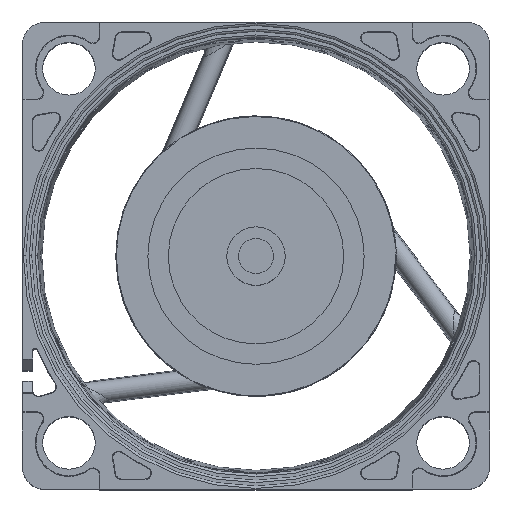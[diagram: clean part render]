
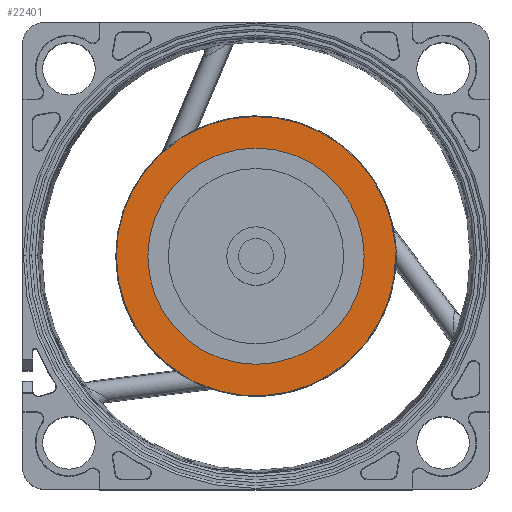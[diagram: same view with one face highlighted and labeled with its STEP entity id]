
A CAD part, top view. The second image highlights one B-rep face of the part: STEP entity #22401.
In plain terms, the highlighted planar face has unit normal (0, 0, 1).
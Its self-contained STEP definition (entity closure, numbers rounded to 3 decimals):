
#337 = CARTESIAN_POINT ( 'NONE',  ( 11.959, 0.652, 2. ) ) ;
#493 = CARTESIAN_POINT ( 'NONE',  ( 0., 0., 2. ) ) ;
#630 = DIRECTION ( 'NONE',  ( 0., 0., 1. ) ) ;
#647 = CARTESIAN_POINT ( 'NONE',  ( -9.25, 0., 2. ) ) ;
#682 = CARTESIAN_POINT ( 'NONE',  ( 11.983, 0.392, 2. ) ) ;
#971 = CARTESIAN_POINT ( 'NONE',  ( -5.925, -10.378, 2. ) ) ;
#1381 = VERTEX_POINT ( 'NONE', #23011 ) ;
#1463 = AXIS2_PLACEMENT_3D ( 'NONE', #23222, #12696, #4208 ) ;
#1532 = AXIS2_PLACEMENT_3D ( 'NONE', #493, #630, #9668 ) ;
#2702 = FACE_BOUND ( 'NONE', #17344, .T. ) ;
#2983 = CARTESIAN_POINT ( 'NONE',  ( -6.825, 9.81, 2. ) ) ;
#3422 = EDGE_CURVE ( 'NONE', #16850, #6435, #21288, .T. ) ;
#3467 = EDGE_CURVE ( 'NONE', #22037, #17523, #8066, .T. ) ;
#3674 = B_SPLINE_CURVE_WITH_KNOTS ( 'NONE', 3,
 ( #27169, #18075, #26742, #10541, #7725, #4046 ),
 .UNSPECIFIED., .F., .F.,
 ( 4, 2, 4 ),
 ( 0., 0., 0.001 ),
 .UNSPECIFIED. ) ;
#3790 = AXIS2_PLACEMENT_3D ( 'NONE', #17729, #24005, #17596 ) ;
#3811 = ORIENTED_EDGE ( 'NONE', *, *, #25556, .F. ) ;
#4046 = CARTESIAN_POINT ( 'NONE',  ( -6.407, 10.146, 2. ) ) ;
#4208 = DIRECTION ( 'NONE',  ( -1., 0., 0. ) ) ;
#4591 = CARTESIAN_POINT ( 'NONE',  ( -5.583, -10.622, 2. ) ) ;
#4656 = CARTESIAN_POINT ( 'NONE',  ( -5.652, -10.573, 2. ) ) ;
#4759 = CIRCLE ( 'NONE', #11538, 11.95 ) ;
#5342 = ORIENTED_EDGE ( 'NONE', *, *, #24458, .T. ) ;
#5474 = CARTESIAN_POINT ( 'NONE',  ( 11.95, -0.027, 2. ) ) ;
#6046 = CIRCLE ( 'NONE', #3790, 9.25 ) ;
#6435 = VERTEX_POINT ( 'NONE', #12657 ) ;
#6615 = ORIENTED_EDGE ( 'NONE', *, *, #19540, .T. ) ;
#6859 = CARTESIAN_POINT ( 'NONE',  ( 11.923, 0.827, 2. ) ) ;
#7331 = CARTESIAN_POINT ( 'NONE',  ( 11.973, 0.308, 2. ) ) ;
#7623 = B_SPLINE_CURVE_WITH_KNOTS ( 'NONE', 3,
 ( #15496, #337, #6859, #8828 ),
 .UNSPECIFIED., .F., .F.,
 ( 4, 4 ),
 ( 0., 0.001 ),
 .UNSPECIFIED. ) ;
#7725 = CARTESIAN_POINT ( 'NONE',  ( -6.331, 10.181, 2. ) ) ;
#8066 = B_SPLINE_CURVE_WITH_KNOTS ( 'NONE', 3,
 ( #11720, #971, #26209, #24093, #4656, #13291 ),
 .UNSPECIFIED., .F., .F.,
 ( 4, 2, 4 ),
 ( 0., 0., 0.001 ),
 .UNSPECIFIED. ) ;
#8728 = DIRECTION ( 'NONE',  ( 0., 0., 1. ) ) ;
#8828 = CARTESIAN_POINT ( 'NONE',  ( 11.908, 1.006, 2. ) ) ;
#8840 = ORIENTED_EDGE ( 'NONE', *, *, #8905, .T. ) ;
#8850 = CARTESIAN_POINT ( 'NONE',  ( 0., 0., 2. ) ) ;
#8905 = EDGE_CURVE ( 'NONE', #19980, #22037, #18435, .T. ) ;
#8904 = CIRCLE ( 'NONE', #18870, 9.25 ) ;
#9364 = CARTESIAN_POINT ( 'NONE',  ( 11.908, 1.006, 2. ) ) ;
#9413 = DIRECTION ( 'NONE',  ( -1., 0., 0. ) ) ;
#9651 = CARTESIAN_POINT ( 'NONE',  ( 0., 0., 2. ) ) ;
#9668 = DIRECTION ( 'NONE',  ( -1., 0., 0. ) ) ;
#9729 = CARTESIAN_POINT ( 'NONE',  ( -11.95, 0., 2. ) ) ;
#10541 = CARTESIAN_POINT ( 'NONE',  ( -6.254, 10.215, 2. ) ) ;
#10927 = CIRCLE ( 'NONE', #1463, 11.95 ) ;
#11240 = CARTESIAN_POINT ( 'NONE',  ( -5.415, -10.683, 2. ) ) ;
#11466 = FACE_OUTER_BOUND ( 'NONE', #27671, .T. ) ;
#11538 = AXIS2_PLACEMENT_3D ( 'NONE', #8850, #26169, #9413 ) ;
#11720 = CARTESIAN_POINT ( 'NONE',  ( -5.998, -10.336, 2. ) ) ;
#12329 = ORIENTED_EDGE ( 'NONE', *, *, #14706, .T. ) ;
#12657 = CARTESIAN_POINT ( 'NONE',  ( 11.991, 0.476, 2. ) ) ;
#12696 = DIRECTION ( 'NONE',  ( 0., 0., 1. ) ) ;
#12977 = CARTESIAN_POINT ( 'NONE',  ( 9.25, 0., 2. ) ) ;
#13139 = VERTEX_POINT ( 'NONE', #12977 ) ;
#13141 = EDGE_CURVE ( 'NONE', #24182, #13139, #8904, .T. ) ;
#13291 = CARTESIAN_POINT ( 'NONE',  ( -5.583, -10.622, 2. ) ) ;
#13306 = EDGE_CURVE ( 'NONE', #19268, #18879, #3674, .T. ) ;
#13844 = CARTESIAN_POINT ( 'NONE',  ( 11.95, 0.057, 2. ) ) ;
#14045 = CARTESIAN_POINT ( 'NONE',  ( -5.998, -10.336, 2. ) ) ;
#14239 = CARTESIAN_POINT ( 'NONE',  ( -6.825, 9.81, 2. ) ) ;
#14706 = EDGE_CURVE ( 'NONE', #6435, #26749, #7623, .T. ) ;
#15108 = DIRECTION ( 'NONE',  ( -1., 0., 0. ) ) ;
#15306 = CARTESIAN_POINT ( 'NONE',  ( 0., 0., 2. ) ) ;
#15318 = CARTESIAN_POINT ( 'NONE',  ( -6.407, 10.146, 2. ) ) ;
#15417 = CARTESIAN_POINT ( 'NONE',  ( 11.95, -0.027, 2. ) ) ;
#15496 = CARTESIAN_POINT ( 'NONE',  ( 11.991, 0.476, 2. ) ) ;
#15798 = ORIENTED_EDGE ( 'NONE', *, *, #24049, .T. ) ;
#15869 = DIRECTION ( 'NONE',  ( -1., 0., 0. ) ) ;
#15979 = CARTESIAN_POINT ( 'NONE',  ( 11.991, 0.476, 2. ) ) ;
#16173 = AXIS2_PLACEMENT_3D ( 'NONE', #9651, #26703, #20723 ) ;
#16631 = CARTESIAN_POINT ( 'NONE',  ( -6.678, 9.912, 2. ) ) ;
#16850 = VERTEX_POINT ( 'NONE', #5474 ) ;
#17196 = CARTESIAN_POINT ( 'NONE',  ( -5.083, -10.815, 2. ) ) ;
#17344 = EDGE_LOOP ( 'NONE', ( #23141, #3811 ) ) ;
#17523 = VERTEX_POINT ( 'NONE', #19117 ) ;
#17596 = DIRECTION ( 'NONE',  ( -1., 0., 0. ) ) ;
#17653 = AXIS2_PLACEMENT_3D ( 'NONE', #15306, #24545, #15869 ) ;
#17729 = CARTESIAN_POINT ( 'NONE',  ( 0., 0., 2. ) ) ;
#17753 = CARTESIAN_POINT ( 'NONE',  ( -5.245, -10.739, 2. ) ) ;
#17966 = ORIENTED_EDGE ( 'NONE', *, *, #3467, .T. ) ;
#18075 = CARTESIAN_POINT ( 'NONE',  ( -6.025, 10.32, 2. ) ) ;
#18204 = CARTESIAN_POINT ( 'NONE',  ( -5.952, 10.362, 2. ) ) ;
#18423 = ORIENTED_EDGE ( 'NONE', *, *, #13306, .T. ) ;
#18435 = CIRCLE ( 'NONE', #16173, 11.95 ) ;
#18870 = AXIS2_PLACEMENT_3D ( 'NONE', #23919, #8728, #15108 ) ;
#18879 = VERTEX_POINT ( 'NONE', #27614 ) ;
#19117 = CARTESIAN_POINT ( 'NONE',  ( -5.583, -10.622, 2. ) ) ;
#19268 = VERTEX_POINT ( 'NONE', #18204 ) ;
#19540 = EDGE_CURVE ( 'NONE', #17523, #1381, #27533, .T. ) ;
#19960 = CARTESIAN_POINT ( 'NONE',  ( 11.957, 0.141, 2. ) ) ;
#19980 = VERTEX_POINT ( 'NONE', #9729 ) ;
#20285 = VERTEX_POINT ( 'NONE', #14239 ) ;
#20519 = CIRCLE ( 'NONE', #1532, 11.95 ) ;
#20723 = DIRECTION ( 'NONE',  ( -1., 0., 0. ) ) ;
#21288 = B_SPLINE_CURVE_WITH_KNOTS ( 'NONE', 3,
 ( #15417, #13844, #19960, #7331, #682, #15979 ),
 .UNSPECIFIED., .F., .F.,
 ( 4, 2, 4 ),
 ( 0., 0., 0.001 ),
 .UNSPECIFIED. ) ;
#22037 = VERTEX_POINT ( 'NONE', #14045 ) ;
#22199 = B_SPLINE_CURVE_WITH_KNOTS ( 'NONE', 3,
 ( #15318, #27432, #16631, #2983 ),
 .UNSPECIFIED., .F., .F.,
 ( 4, 4 ),
 ( 0., 0.001 ),
 .UNSPECIFIED. ) ;
#22401 = ADVANCED_FACE ( 'NONE', ( #2702, #11466 ), #26235, .F. ) ;
#23011 = CARTESIAN_POINT ( 'NONE',  ( -5.083, -10.815, 2. ) ) ;
#23141 = ORIENTED_EDGE ( 'NONE', *, *, #13141, .F. ) ;
#23222 = CARTESIAN_POINT ( 'NONE',  ( 0., 0., 2. ) ) ;
#23919 = CARTESIAN_POINT ( 'NONE',  ( 0., 0., 2. ) ) ;
#24005 = DIRECTION ( 'NONE',  ( 0., 0., 1. ) ) ;
#24049 = EDGE_CURVE ( 'NONE', #26749, #19268, #10927, .T. ) ;
#24093 = CARTESIAN_POINT ( 'NONE',  ( -5.72, -10.523, 2. ) ) ;
#24182 = VERTEX_POINT ( 'NONE', #647 ) ;
#24458 = EDGE_CURVE ( 'NONE', #18879, #20285, #22199, .T. ) ;
#24501 = ORIENTED_EDGE ( 'NONE', *, *, #27912, .T. ) ;
#24545 = DIRECTION ( 'NONE',  ( 0., 0., -1. ) ) ;
#25282 = EDGE_CURVE ( 'NONE', #20285, #19980, #20519, .T. ) ;
#25465 = ORIENTED_EDGE ( 'NONE', *, *, #25282, .T. ) ;
#25556 = EDGE_CURVE ( 'NONE', #13139, #24182, #6046, .T. ) ;
#26169 = DIRECTION ( 'NONE',  ( 0., 0., 1. ) ) ;
#26209 = CARTESIAN_POINT ( 'NONE',  ( -5.857, -10.426, 2. ) ) ;
#26235 = PLANE ( 'NONE',  #17653 ) ;
#26703 = DIRECTION ( 'NONE',  ( 0., 0., 1. ) ) ;
#26742 = CARTESIAN_POINT ( 'NONE',  ( -6.101, 10.285, 2. ) ) ;
#26749 = VERTEX_POINT ( 'NONE', #9364 ) ;
#27169 = CARTESIAN_POINT ( 'NONE',  ( -5.952, 10.362, 2. ) ) ;
#27432 = CARTESIAN_POINT ( 'NONE',  ( -6.544, 10.031, 2. ) ) ;
#27533 = B_SPLINE_CURVE_WITH_KNOTS ( 'NONE', 3,
 ( #4591, #11240, #17753, #17196 ),
 .UNSPECIFIED., .F., .F.,
 ( 4, 4 ),
 ( 0., 0.001 ),
 .UNSPECIFIED. ) ;
#27614 = CARTESIAN_POINT ( 'NONE',  ( -6.407, 10.146, 2. ) ) ;
#27671 = EDGE_LOOP ( 'NONE', ( #17966, #6615, #24501, #27870, #12329, #15798, #18423, #5342, #25465, #8840 ) ) ;
#27870 = ORIENTED_EDGE ( 'NONE', *, *, #3422, .T. ) ;
#27912 = EDGE_CURVE ( 'NONE', #1381, #16850, #4759, .T. ) ;
